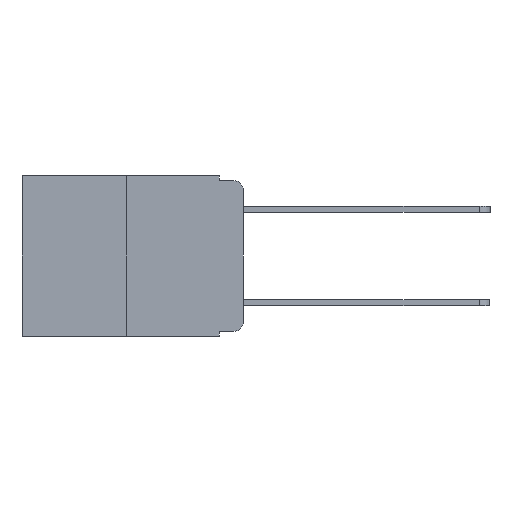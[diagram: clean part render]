
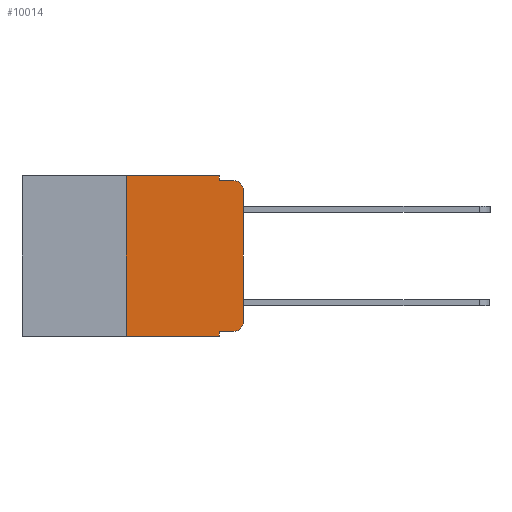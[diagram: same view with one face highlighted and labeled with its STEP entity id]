
A CAD part, left-side view. The second image highlights one B-rep face of the part: STEP entity #10014.
In plain terms, the highlighted planar face has unit normal (-1, 0, 0).
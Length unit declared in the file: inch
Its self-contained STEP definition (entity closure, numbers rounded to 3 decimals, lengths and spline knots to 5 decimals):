
#859 = ORIENTED_EDGE ( 'NONE', *, *, #7540, .F. ) ;
#1193 = VECTOR ( 'NONE', #9062, 39.37008 ) ;
#1466 = VERTEX_POINT ( 'NONE', #5920 ) ;
#1776 = DIRECTION ( 'NONE',  ( 0., -1., 0. ) ) ;
#1849 = CARTESIAN_POINT ( 'NONE',  ( 0., 0.473, -0.343 ) ) ;
#2093 = CARTESIAN_POINT ( 'NONE',  ( 0., 0., 0. ) ) ;
#2812 = LINE ( 'NONE', #6113, #17885 ) ;
#2893 = CARTESIAN_POINT ( 'NONE',  ( 0., 0.051, 0. ) ) ;
#3249 = CARTESIAN_POINT ( 'NONE',  ( 0., 0.051, 0. ) ) ;
#3354 = CIRCLE ( 'NONE', #12821, 0.02 ) ;
#3370 = DIRECTION ( 'NONE',  ( 0., 0., -1. ) ) ;
#3390 = DIRECTION ( 'NONE',  ( -1., 0., 0. ) ) ;
#3726 = CARTESIAN_POINT ( 'NONE',  ( 0., 0.25, 0. ) ) ;
#4314 = ORIENTED_EDGE ( 'NONE', *, *, #9531, .F. ) ;
#4542 = EDGE_CURVE ( 'NONE', #4834, #10917, #3354, .T. ) ;
#4737 = CARTESIAN_POINT ( 'NONE',  ( 0., 0.25, 0. ) ) ;
#4762 = VECTOR ( 'NONE', #7574, 39.37008 ) ;
#4774 = VECTOR ( 'NONE', #12401, 39.37008 ) ;
#4834 = VERTEX_POINT ( 'NONE', #14339 ) ;
#5555 = LINE ( 'NONE', #3726, #1193 ) ;
#5557 = EDGE_CURVE ( 'NONE', #12796, #4834, #8712, .T. ) ;
#5738 = ORIENTED_EDGE ( 'NONE', *, *, #19094, .F. ) ;
#5920 = CARTESIAN_POINT ( 'NONE',  ( 0., 0.25, -0.343 ) ) ;
#6113 = CARTESIAN_POINT ( 'NONE',  ( 0., 0.051, -0.01 ) ) ;
#6502 = VERTEX_POINT ( 'NONE', #2893 ) ;
#6573 = EDGE_CURVE ( 'NONE', #12796, #8887, #9318, .T. ) ;
#6651 = CARTESIAN_POINT ( 'NONE',  ( 0., 0.051, -0.333 ) ) ;
#6943 = DIRECTION ( 'NONE',  ( -1., 0., 0. ) ) ;
#7463 = DIRECTION ( 'NONE',  ( 0., 0., -1. ) ) ;
#7540 = EDGE_CURVE ( 'NONE', #1466, #10765, #5555, .T. ) ;
#7574 = DIRECTION ( 'NONE',  ( 0., -1., 0. ) ) ;
#7682 = PLANE ( 'NONE',  #15636 ) ;
#7785 = CARTESIAN_POINT ( 'NONE',  ( 0., 0.473, 0. ) ) ;
#7801 = FACE_OUTER_BOUND ( 'NONE', #15530, .T. ) ;
#8055 = ORIENTED_EDGE ( 'NONE', *, *, #5557, .T. ) ;
#8450 = DIRECTION ( 'NONE',  ( 1., 0., 0. ) ) ;
#8552 = EDGE_CURVE ( 'NONE', #6502, #18020, #10638, .T. ) ;
#8712 = LINE ( 'NONE', #6651, #4762 ) ;
#8887 = VERTEX_POINT ( 'NONE', #18676 ) ;
#9062 = DIRECTION ( 'NONE',  ( 0., 0., 1. ) ) ;
#9318 = LINE ( 'NONE', #10682, #13174 ) ;
#9512 = VECTOR ( 'NONE', #10782, 39.37008 ) ;
#9531 = EDGE_CURVE ( 'NONE', #18020, #15993, #2812, .T. ) ;
#9685 = ORIENTED_EDGE ( 'NONE', *, *, #12710, .T. ) ;
#9749 = CARTESIAN_POINT ( 'NONE',  ( 0., 0.051, -0.01 ) ) ;
#9754 = CARTESIAN_POINT ( 'NONE',  ( 0., 0.051, -0.333 ) ) ;
#10014 = ADVANCED_FACE ( 'NONE', ( #7801 ), #7682, .F. ) ;
#10387 = ORIENTED_EDGE ( 'NONE', *, *, #11511, .T. ) ;
#10543 = EDGE_CURVE ( 'NONE', #10917, #18993, #12600, .T. ) ;
#10564 = CIRCLE ( 'NONE', #17354, 0.02 ) ;
#10638 = LINE ( 'NONE', #3249, #17684 ) ;
#10682 = CARTESIAN_POINT ( 'NONE',  ( 0., 0.051, 0. ) ) ;
#10765 = VERTEX_POINT ( 'NONE', #4737 ) ;
#10782 = DIRECTION ( 'NONE',  ( 0., -1., 0. ) ) ;
#10917 = VERTEX_POINT ( 'NONE', #17013 ) ;
#11287 = ORIENTED_EDGE ( 'NONE', *, *, #10543, .T. ) ;
#11511 = EDGE_CURVE ( 'NONE', #18993, #15993, #10564, .T. ) ;
#11863 = DIRECTION ( 'NONE',  ( 0., 0., -1. ) ) ;
#11976 = ORIENTED_EDGE ( 'NONE', *, *, #6573, .F. ) ;
#12093 = VECTOR ( 'NONE', #1776, 39.37008 ) ;
#12401 = DIRECTION ( 'NONE',  ( 0., 0., 1. ) ) ;
#12600 = LINE ( 'NONE', #2093, #4774 ) ;
#12710 = EDGE_CURVE ( 'NONE', #1466, #8887, #16722, .T. ) ;
#12796 = VERTEX_POINT ( 'NONE', #9754 ) ;
#12821 = AXIS2_PLACEMENT_3D ( 'NONE', #14317, #3390, #3370 ) ;
#13022 = CARTESIAN_POINT ( 'NONE',  ( 0., 0.473, 0. ) ) ;
#13174 = VECTOR ( 'NONE', #17698, 39.37008 ) ;
#13596 = CARTESIAN_POINT ( 'NONE',  ( 0., 0.02, -0.01 ) ) ;
#14317 = CARTESIAN_POINT ( 'NONE',  ( 0., 0.02, -0.313 ) ) ;
#14339 = CARTESIAN_POINT ( 'NONE',  ( 0., 0.02, -0.333 ) ) ;
#14835 = CARTESIAN_POINT ( 'NONE',  ( 0., 0., -0.03 ) ) ;
#15117 = DIRECTION ( 'NONE',  ( 0., -1., 0. ) ) ;
#15530 = EDGE_LOOP ( 'NONE', ( #11287, #10387, #4314, #18723, #5738, #859, #9685, #11976, #8055, #16610 ) ) ;
#15635 = CARTESIAN_POINT ( 'NONE',  ( 0., 0.02, -0.03 ) ) ;
#15636 = AXIS2_PLACEMENT_3D ( 'NONE', #13022, #8450, #7463 ) ;
#15993 = VERTEX_POINT ( 'NONE', #13596 ) ;
#16610 = ORIENTED_EDGE ( 'NONE', *, *, #4542, .T. ) ;
#16661 = LINE ( 'NONE', #7785, #9512 ) ;
#16722 = LINE ( 'NONE', #1849, #12093 ) ;
#17002 = DIRECTION ( 'NONE',  ( 0., 0., -1. ) ) ;
#17013 = CARTESIAN_POINT ( 'NONE',  ( 0., 0., -0.313 ) ) ;
#17354 = AXIS2_PLACEMENT_3D ( 'NONE', #15635, #6943, #17002 ) ;
#17684 = VECTOR ( 'NONE', #11863, 39.37008 ) ;
#17698 = DIRECTION ( 'NONE',  ( 0., 0., -1. ) ) ;
#17885 = VECTOR ( 'NONE', #15117, 39.37008 ) ;
#18020 = VERTEX_POINT ( 'NONE', #9749 ) ;
#18676 = CARTESIAN_POINT ( 'NONE',  ( 0., 0.051, -0.343 ) ) ;
#18723 = ORIENTED_EDGE ( 'NONE', *, *, #8552, .F. ) ;
#18993 = VERTEX_POINT ( 'NONE', #14835 ) ;
#19094 = EDGE_CURVE ( 'NONE', #10765, #6502, #16661, .T. ) ;
